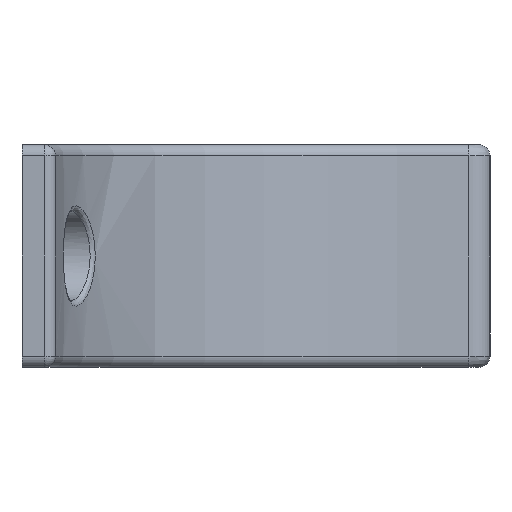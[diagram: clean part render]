
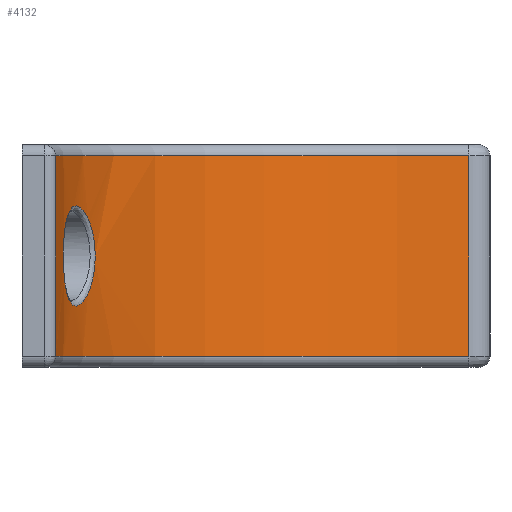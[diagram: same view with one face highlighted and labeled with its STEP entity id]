
A CAD part, left-side view. The second image highlights one B-rep face of the part: STEP entity #4132.
In plain terms, the highlighted cylindrical face has radius 39 mm (diameter 78 mm), a partial arc.
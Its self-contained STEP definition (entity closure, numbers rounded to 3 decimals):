
#322=FACE_BOUND('',#797,.T.);
#343=B_SPLINE_CURVE_WITH_KNOTS('',3,(#5497,#5498,#5499,#5500,#5501,#5502,
#5503,#5504,#5505,#5506,#5507,#5508,#5509,#5510,#5511),.UNSPECIFIED.,.T.,
 .F.,(4,1,1,1,1,1,1,1,1,1,1,1,4),(-2.476,-2.299,-2.122,
-1.768,-1.591,-1.415,-1.238,
-1.061,-0.943,-0.707,-0.354,
-0.177,0.),.UNSPECIFIED.);
#552=FACE_OUTER_BOUND('',#796,.T.);
#796=EDGE_LOOP('',(#2840,#2841,#2842,#2843));
#797=EDGE_LOOP('',(#2844));
#1071=LINE('',#5515,#1363);
#1072=LINE('',#5519,#1364);
#1363=VECTOR('',#4609,10.);
#1364=VECTOR('',#4612,1000.);
#1638=CIRCLE('',#4397,39.);
#1639=CIRCLE('',#4398,39.);
#1728=VERTEX_POINT('',#5474);
#1731=VERTEX_POINT('',#5513);
#1732=VERTEX_POINT('',#5514);
#1733=VERTEX_POINT('',#5516);
#1734=VERTEX_POINT('',#5518);
#2166=EDGE_CURVE('',#1728,#1728,#343,.T.);
#2167=EDGE_CURVE('',#1731,#1732,#1071,.T.);
#2168=EDGE_CURVE('',#1733,#1731,#1638,.T.);
#2169=EDGE_CURVE('',#1734,#1733,#1072,.F.);
#2170=EDGE_CURVE('',#1732,#1734,#1639,.T.);
#2840=ORIENTED_EDGE('',*,*,#2167,.F.);
#2841=ORIENTED_EDGE('',*,*,#2168,.F.);
#2842=ORIENTED_EDGE('',*,*,#2169,.F.);
#2843=ORIENTED_EDGE('',*,*,#2170,.F.);
#2844=ORIENTED_EDGE('',*,*,#2166,.F.);
#4097=CYLINDRICAL_SURFACE('',#4396,39.);
#4132=ADVANCED_FACE('',(#552,#322),#4097,.F.);
#4396=AXIS2_PLACEMENT_3D('',#5512,#4607,#4608);
#4397=AXIS2_PLACEMENT_3D('',#5517,#4610,#4611);
#4398=AXIS2_PLACEMENT_3D('',#5520,#4613,#4614);
#4607=DIRECTION('center_axis',(0.,0.,1.));
#4608=DIRECTION('ref_axis',(-1.,0.,0.));
#4609=DIRECTION('',(0.,0.,1.));
#4610=DIRECTION('center_axis',(0.,0.,1.));
#4611=DIRECTION('ref_axis',(0.69,0.724,0.));
#4612=DIRECTION('',(0.,0.,1.));
#4613=DIRECTION('center_axis',(0.,0.,-1.));
#4614=DIRECTION('ref_axis',(0.69,0.724,0.));
#5474=CARTESIAN_POINT('',(19.931,-5.686,10.));
#5497=CARTESIAN_POINT('Ctrl Pts',(19.931,-5.686,10.));
#5498=CARTESIAN_POINT('Ctrl Pts',(19.931,-5.686,10.691));
#5499=CARTESIAN_POINT('Ctrl Pts',(19.604,-5.536,12.066));
#5500=CARTESIAN_POINT('Ctrl Pts',(17.901,-4.787,14.185));
#5501=CARTESIAN_POINT('Ctrl Pts',(15.176,-3.817,14.842));
#5502=CARTESIAN_POINT('Ctrl Pts',(12.692,-3.174,13.696));
#5503=CARTESIAN_POINT('Ctrl Pts',(11.366,-2.889,12.073));
#5504=CARTESIAN_POINT('Ctrl Pts',(10.884,-2.8,9.999));
#5505=CARTESIAN_POINT('Ctrl Pts',(11.313,-2.88,8.159));
#5506=CARTESIAN_POINT('Ctrl Pts',(12.495,-3.131,6.454));
#5507=CARTESIAN_POINT('Ctrl Pts',(14.946,-3.736,5.101));
#5508=CARTESIAN_POINT('Ctrl Pts',(17.904,-4.785,5.815));
#5509=CARTESIAN_POINT('Ctrl Pts',(19.603,-5.536,7.933));
#5510=CARTESIAN_POINT('Ctrl Pts',(19.931,-5.686,9.309));
#5511=CARTESIAN_POINT('Ctrl Pts',(19.931,-5.686,10.));
#5512=CARTESIAN_POINT('Origin',(3.64,-41.12,-185.349));
#5513=CARTESIAN_POINT('',(4.615,-2.133,1.));
#5514=CARTESIAN_POINT('',(4.615,-2.133,19.));
#5515=CARTESIAN_POINT('',(4.615,-2.133,-185.349));
#5516=CARTESIAN_POINT('',(42.593,-39.218,1.));
#5517=CARTESIAN_POINT('Origin',(3.64,-41.12,1.));
#5518=CARTESIAN_POINT('',(42.593,-39.218,19.));
#5519=CARTESIAN_POINT('',(42.593,-39.218,-185.349));
#5520=CARTESIAN_POINT('Origin',(3.64,-41.12,19.));
